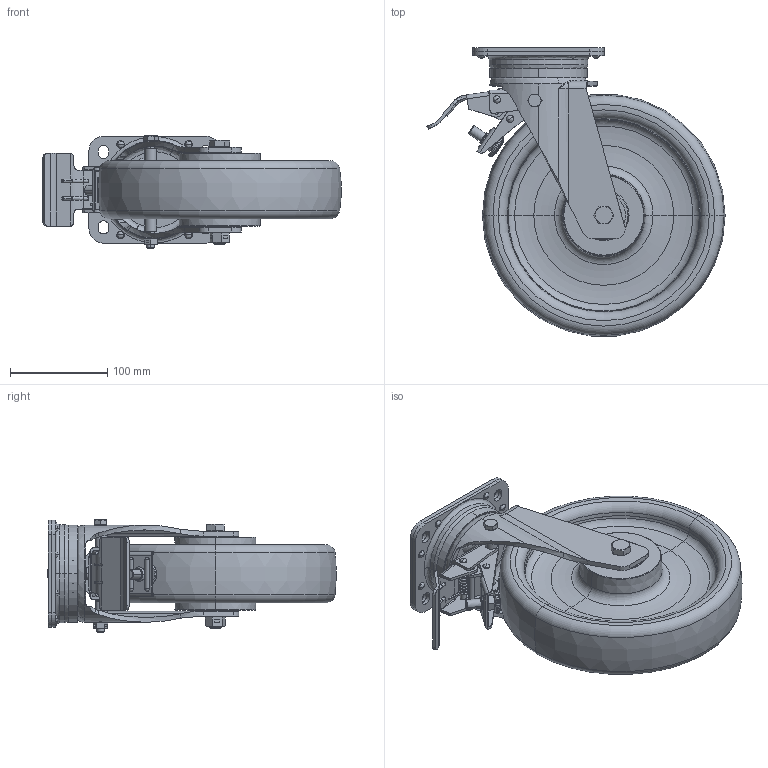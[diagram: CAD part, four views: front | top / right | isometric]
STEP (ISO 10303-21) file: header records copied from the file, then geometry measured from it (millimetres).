
FILE_DESCRIPTION (( 'STEP AP214' ), '1' );
FILE_NAME ('0014576_L-IG-PAM-250-K-3-DSV_(A-01).step', '2020-03-12T10:42:47', ( '' ), ( '' ), 'SwSTEP 2.0', 'SolidWorks 2018', '' );
FILE_SCHEMA (( 'AUTOMOTIVE_DESIGN' ));
Length unit declared in the file: millimetre
Products named in the file (12): 0014576_L-IG-PAM-250-K-3-DSV_(A-01); 0019597_Sechskantschraube_DIN931_M12x100_M12 x 100; 0019425BL_IG-L-250-3-DSV; 0016981_PAM-250-60-75-KS_MODEL; 0016979_PAM-250-60-75-K25; 0017552_Rillenkugellager_DIN625-6205-25-ZZ; 0024299_T-BUCHSE-25-12-1,5-22-ST-VZ; Sechskantschraube_DIN931_M8x110_M8 x 110; 0019425BL_Lenkgabel; 0029403_BILOC_DIN934_M8_M8; 0029214_BILOC_DIN934_M12_M12; 0019425BL_Platte-mit-DSV
Assembly tree (13 placements, depth 3):
  0014576_L-IG-PAM-250-K-3-DSV_(A-01)
    0019425BL_IG-L-250-3-DSV
      0019425BL_Platte-mit-DSV
      0019425BL_Lenkgabel
      Sechskantschraube_DIN931_M8x110_M8 x 110
      0029403_BILOC_DIN934_M8_M8
    0016979_PAM-250-60-75-K25
      0016981_PAM-250-60-75-KS_MODEL
      0017552_Rillenkugellager_DIN625-6205-25-ZZ  x2
    0024299_T-BUCHSE-25-12-1,5-22-ST-VZ  x2
    0019597_Sechskantschraube_DIN931_M12x100_M12 x 100
    0029214_BILOC_DIN934_M12_M12
Bounding box: 306.77 x 296.22 x 115.3 mm (x, y, z)
Volume: 1862287 mm3; surface area: 437069.4 mm2
Topology: 17 solids, 55 shells, 1178 faces, 2782 edges, 1750 vertices
Faces by surface type: cylinder 435, plane 365, bspline 196, cone 100, torus 82
Entity records: 54889 total; most frequent: CARTESIAN_POINT 19781, DIRECTION 5213, ORIENTED_EDGE 5187, EDGE_CURVE 2616, AXIS2_PLACEMENT_3D 2122, VERTEX_POINT 1668, EDGE_LOOP 1334, CIRCLE 1188
